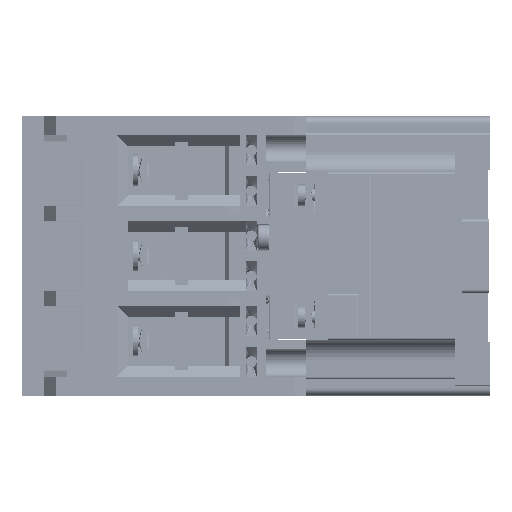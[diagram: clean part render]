
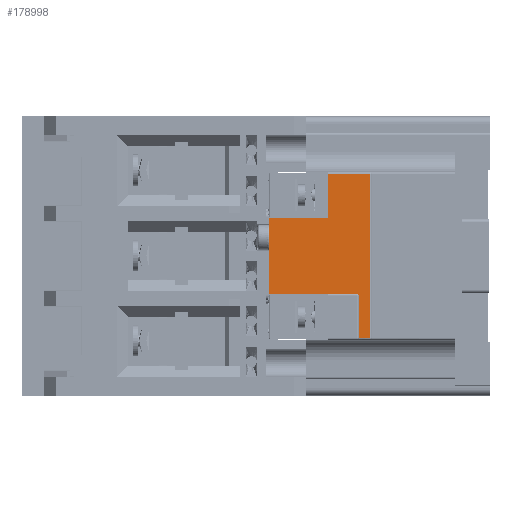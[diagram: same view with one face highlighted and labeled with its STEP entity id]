
A CAD part, left-side view. The second image highlights one B-rep face of the part: STEP entity #178998.
In plain terms, the highlighted planar face has unit normal (-1, 0, 0).
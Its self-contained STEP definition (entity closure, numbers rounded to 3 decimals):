
#74133=CARTESIAN_POINT('',(-55.8,18.75,22.0));
#74134=VERTEX_POINT('',#74133);
#74158=CARTESIAN_POINT('',(-55.8,18.75,10.45));
#74159=VERTEX_POINT('',#74158);
#74166=CARTESIAN_POINT('',(-55.8,18.75,10.45));
#74167=DIRECTION('',(0.0,0.0,1.0));
#74168=VECTOR('',#74167,11.55);
#74169=LINE('',#74166,#74168);
#74170=EDGE_CURVE('',#74159,#74134,#74169,.T.);
#108594=CARTESIAN_POINT('',(-55.8,18.75,10.15));
#108595=VERTEX_POINT('',#108594);
#108602=CARTESIAN_POINT('',(-55.8,18.75,10.15));
#108603=DIRECTION('',(0.0,0.0,1.0));
#108604=VECTOR('',#108603,0.3);
#108605=LINE('',#108602,#108604);
#108606=EDGE_CURVE('',#108595,#74159,#108605,.T.);
#166308=CARTESIAN_POINT('',(-55.8,34.45,10.15));
#166309=VERTEX_POINT('',#166308);
#166310=CARTESIAN_POINT('',(-55.8,18.75,10.15));
#166311=DIRECTION('',(0.0,1.0,0.0));
#166312=VECTOR('',#166311,15.7);
#166313=LINE('',#166310,#166312);
#166314=EDGE_CURVE('',#108595,#166309,#166313,.T.);
#175019=CARTESIAN_POINT('',(-55.8,18.75,-10.15));
#175020=VERTEX_POINT('',#175019);
#175027=CARTESIAN_POINT('',(-55.8,34.45,-10.15));
#175028=VERTEX_POINT('',#175027);
#175029=CARTESIAN_POINT('',(-55.8,18.75,-10.15));
#175030=DIRECTION('',(0.0,1.0,0.0));
#175031=VECTOR('',#175030,15.7);
#175032=LINE('',#175029,#175031);
#175033=EDGE_CURVE('',#175020,#175028,#175032,.T.);
#177722=CARTESIAN_POINT('',(-55.8,7.45,22.0));
#177723=VERTEX_POINT('',#177722);
#177724=CARTESIAN_POINT('',(-55.8,18.75,22.0));
#177725=DIRECTION('',(0.0,-1.0,0.0));
#177726=VECTOR('',#177725,11.3);
#177727=LINE('',#177724,#177726);
#177728=EDGE_CURVE('',#74134,#177723,#177727,.T.);
#177826=CARTESIAN_POINT('',(-55.8,7.45,-22.0));
#177827=VERTEX_POINT('',#177826);
#177828=CARTESIAN_POINT('',(-55.8,7.45,22.));
#177829=DIRECTION('',(0.0,0.0,-1.0));
#177830=VECTOR('',#177829,44.0);
#177831=LINE('',#177828,#177830);
#177832=EDGE_CURVE('',#177723,#177827,#177831,.T.);
#178921=CARTESIAN_POINT('',(-55.8,10.45,-22.));
#178922=VERTEX_POINT('',#178921);
#178923=CARTESIAN_POINT('',(-55.8,7.45,-22.0));
#178924=DIRECTION('',(0.0,1.0,0.0));
#178925=VECTOR('',#178924,3.0);
#178926=LINE('',#178923,#178925);
#178927=EDGE_CURVE('',#177827,#178922,#178926,.T.);
#178939=CARTESIAN_POINT('',(-55.8,18.75,-22.5));
#178940=DIRECTION('',(-1.0,0.0,0.0));
#178941=DIRECTION('',(0.0,0.0,1.0));
#178942=AXIS2_PLACEMENT_3D('',#178939,#178940,#178941);
#178943=PLANE('',#178942);
#178944=CARTESIAN_POINT('',(-55.8,10.95,-10.15));
#178945=VERTEX_POINT('',#178944);
#178946=CARTESIAN_POINT('',(-55.8,18.75,-10.15));
#178947=DIRECTION('',(0.0,-1.0,0.0));
#178948=VECTOR('',#178947,7.8);
#178949=LINE('',#178946,#178948);
#178950=EDGE_CURVE('',#175020,#178945,#178949,.T.);
#178951=ORIENTED_EDGE('',*,*,#178950,.T.);
#178952=CARTESIAN_POINT('',(-55.8,10.45,-10.65));
#178953=VERTEX_POINT('',#178952);
#178954=CARTESIAN_POINT('',(-55.8,10.95,-10.65));
#178955=DIRECTION('',(1.0,0.0,0.0));
#178956=DIRECTION('',(0.0,-0.707,0.707));
#178957=AXIS2_PLACEMENT_3D('',#178954,#178955,#178956);
#178958=CIRCLE('',#178957,0.5);
#178959=EDGE_CURVE('',#178953,#178945,#178958,.F.);
#178960=ORIENTED_EDGE('',*,*,#178959,.F.);
#178961=CARTESIAN_POINT('',(-55.8,10.45,-10.65));
#178962=DIRECTION('',(0.0,0.0,-1.0));
#178963=VECTOR('',#178962,11.35);
#178964=LINE('',#178961,#178963);
#178965=EDGE_CURVE('',#178953,#178922,#178964,.T.);
#178966=ORIENTED_EDGE('',*,*,#178965,.T.);
#178967=ORIENTED_EDGE('',*,*,#178927,.F.);
#178968=ORIENTED_EDGE('',*,*,#177832,.F.);
#178969=ORIENTED_EDGE('',*,*,#177728,.F.);
#178970=ORIENTED_EDGE('',*,*,#74170,.F.);
#178971=ORIENTED_EDGE('',*,*,#108606,.F.);
#178972=ORIENTED_EDGE('',*,*,#166314,.T.);
#178973=CARTESIAN_POINT('',(-55.8,34.45,8.55));
#178974=VERTEX_POINT('',#178973);
#178975=CARTESIAN_POINT('',(-55.8,34.45,10.15));
#178976=DIRECTION('',(0.0,0.0,-1.0));
#178977=VECTOR('',#178976,1.6);
#178978=LINE('',#178975,#178977);
#178979=EDGE_CURVE('',#166309,#178974,#178978,.T.);
#178980=ORIENTED_EDGE('',*,*,#178979,.T.);
#178981=CARTESIAN_POINT('',(-55.8,34.45,1.45));
#178982=VERTEX_POINT('',#178981);
#178983=CARTESIAN_POINT('',(-55.8,34.45,1.45));
#178984=DIRECTION('',(0.0,0.0,1.0));
#178985=VECTOR('',#178984,7.1);
#178986=LINE('',#178983,#178985);
#178987=EDGE_CURVE('',#178982,#178974,#178986,.T.);
#178988=ORIENTED_EDGE('',*,*,#178987,.F.);
#178989=CARTESIAN_POINT('',(-55.8,34.45,1.45));
#178990=DIRECTION('',(0.0,0.0,-1.0));
#178991=VECTOR('',#178990,11.6);
#178992=LINE('',#178989,#178991);
#178993=EDGE_CURVE('',#178982,#175028,#178992,.T.);
#178994=ORIENTED_EDGE('',*,*,#178993,.T.);
#178995=ORIENTED_EDGE('',*,*,#175033,.F.);
#178996=EDGE_LOOP('',(#178951,#178960,#178966,#178967,#178968,#178969,#178970,#178971,#178972,#178980,#178988,#178994,#178995));
#178997=FACE_OUTER_BOUND('',#178996,.T.);
#178998=ADVANCED_FACE('',(#178997),#178943,.T.);
